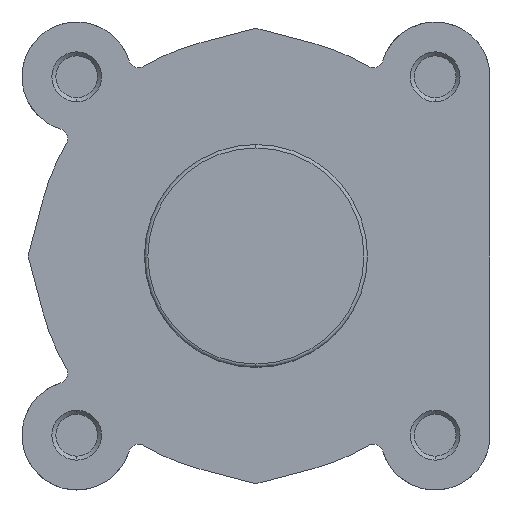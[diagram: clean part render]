
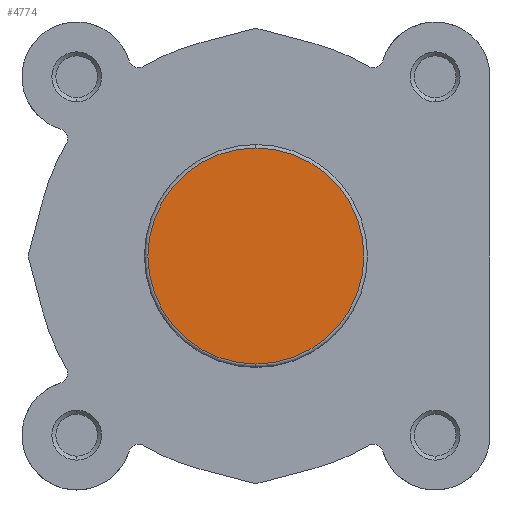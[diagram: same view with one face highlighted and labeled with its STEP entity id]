
A CAD part, left-side view. The second image highlights one B-rep face of the part: STEP entity #4774.
In plain terms, the highlighted planar face has unit normal (-1, 0, 0).
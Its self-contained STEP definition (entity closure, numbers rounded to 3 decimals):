
#234 = EDGE_LOOP ( 'NONE', ( #918, #919 ) ) ;
#918 = ORIENTED_EDGE ( 'NONE', *, *, #3778, .T. ) ;
#919 = ORIENTED_EDGE ( 'NONE', *, *, #3907, .T. ) ;
#1784 = PLANE ( 'NONE',  #4590 ) ;
#1791 = CARTESIAN_POINT ( 'NONE',  ( 0., 22.4, 0. ) ) ;
#1799 = DIRECTION ( 'NONE',  ( 1., 0., 0. ) ) ;
#1800 = DIRECTION ( 'NONE',  ( 0., 0., -1. ) ) ;
#2601 = CIRCLE ( 'NONE', #4283, 21.7 ) ;
#3478 = CARTESIAN_POINT ( 'NONE',  ( 0., 0., 21.7 ) ) ;
#3522 = CARTESIAN_POINT ( 'NONE',  ( 0., 0., -21.7 ) ) ;
#3778 = EDGE_CURVE ( 'NONE', #5206, #5162, #2601, .T. ) ;
#3907 = EDGE_CURVE ( 'NONE', #5162, #5206, #6313, .T. ) ;
#4283 = AXIS2_PLACEMENT_3D ( 'NONE', #5459, #5460, #5461 ) ;
#4362 = AXIS2_PLACEMENT_3D ( 'NONE', #5795, #5797, #5798 ) ;
#4590 = AXIS2_PLACEMENT_3D ( 'NONE', #1791, #1799, #1800 ) ;
#4774 = ADVANCED_FACE ( 'NONE', ( #6900 ), #1784, .F. ) ;
#5162 = VERTEX_POINT ( 'NONE', #3478 ) ;
#5206 = VERTEX_POINT ( 'NONE', #3522 ) ;
#5459 = CARTESIAN_POINT ( 'NONE',  ( 0., 0., 0. ) ) ;
#5460 = DIRECTION ( 'NONE',  ( -1., 0., 0. ) ) ;
#5461 = DIRECTION ( 'NONE',  ( 0., 0., -1. ) ) ;
#5795 = CARTESIAN_POINT ( 'NONE',  ( 0., 0., 0. ) ) ;
#5797 = DIRECTION ( 'NONE',  ( -1., 0., 0. ) ) ;
#5798 = DIRECTION ( 'NONE',  ( 0., 0., -1. ) ) ;
#6313 = CIRCLE ( 'NONE', #4362, 21.7 ) ;
#6900 = FACE_OUTER_BOUND ( 'NONE', #234, .T. ) ;
